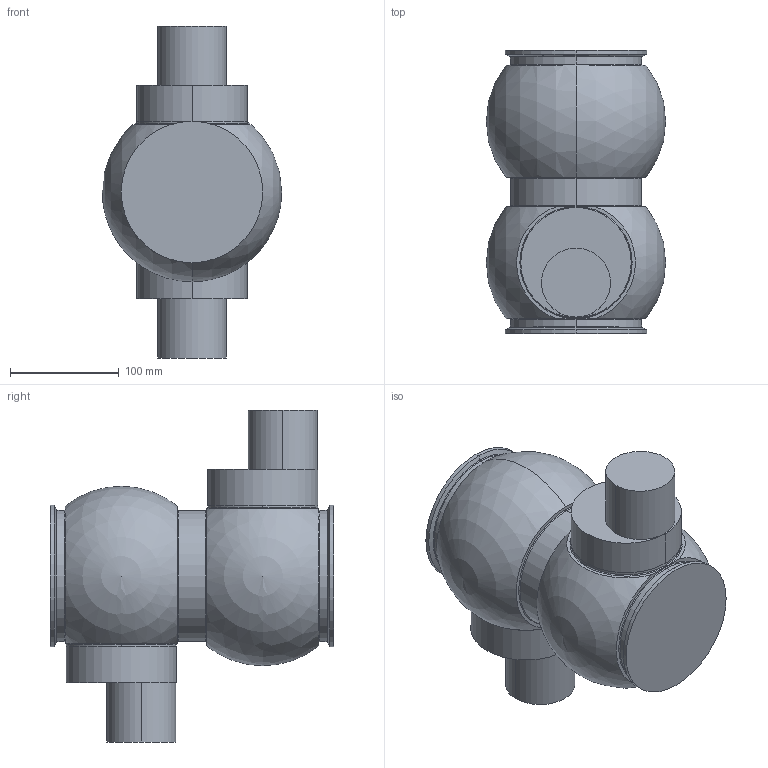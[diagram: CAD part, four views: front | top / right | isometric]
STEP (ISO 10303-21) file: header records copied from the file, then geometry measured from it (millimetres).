
FILE_DESCRIPTION (( 'STEP AP203' ), '1' );
FILE_NAME ('126929.STEP', '2018-04-02T20:17:13', ( '' ), ( '' ), 'SwSTEP 2.0', 'SolidWorks 2014', '' );
FILE_SCHEMA (( 'CONFIG_CONTROL_DESIGN' ));
Length unit declared in the file: inch
Products named in the file (1): 126929
Bounding box: 165.1 x 260.53 x 305.56 mm (x, y, z)
Volume: 5213387.2 mm3; surface area: 204782.2 mm2
Topology: 1 solids, 1 shells, 66 faces, 155 edges, 93 vertices
Faces by surface type: cylinder 22, torus 18, plane 14, cone 4, sphere 4, bspline 4
Entity records: 1957 total; most frequent: CARTESIAN_POINT 369, DIRECTION 368, ORIENTED_EDGE 288, AXIS2_PLACEMENT_3D 165, EDGE_CURVE 144, CIRCLE 102, VERTEX_POINT 86, EDGE_LOOP 72
